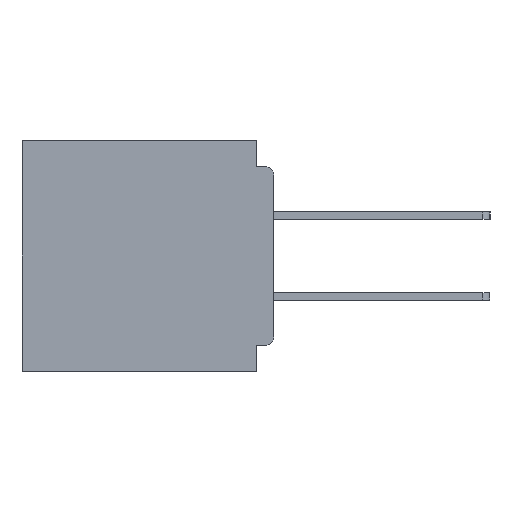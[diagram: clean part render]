
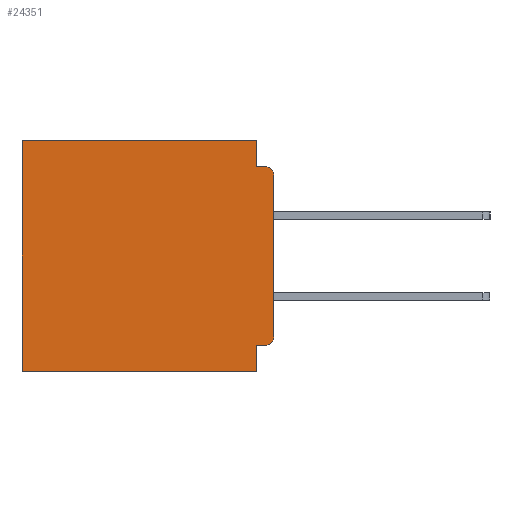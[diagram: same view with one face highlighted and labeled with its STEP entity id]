
A CAD part, left-side view. The second image highlights one B-rep face of the part: STEP entity #24351.
In plain terms, the highlighted planar face has unit normal (-1, 0, 0).
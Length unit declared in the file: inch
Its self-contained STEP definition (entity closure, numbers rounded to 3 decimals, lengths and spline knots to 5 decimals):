
#684 = EDGE_CURVE ( 'NONE', #40840, #19450, #25027, .T. ) ;
#888 = AXIS2_PLACEMENT_3D ( 'NONE', #15819, #50783, #46247 ) ;
#1020 = VERTEX_POINT ( 'NONE', #3662 ) ;
#1056 = CARTESIAN_POINT ( 'NONE',  ( 0.3, 0.031, 0. ) ) ;
#1356 = EDGE_CURVE ( 'NONE', #53150, #19450, #27038, .T. ) ;
#2179 = EDGE_CURVE ( 'NONE', #43155, #1020, #57707, .T. ) ;
#2264 = DIRECTION ( 'NONE',  ( 1., 0., 0. ) ) ;
#3153 = VECTOR ( 'NONE', #53607, 39.37008 ) ;
#3496 = EDGE_LOOP ( 'NONE', ( #15995, #33436, #18152, #44045, #51261, #24306, #36124, #52221, #45660, #24878 ) ) ;
#3662 = CARTESIAN_POINT ( 'NONE',  ( 0.3, 0.031, -0.045 ) ) ;
#4339 = VERTEX_POINT ( 'NONE', #34004 ) ;
#4911 = CARTESIAN_POINT ( 'NONE',  ( 0.3, 0.031, -0.4 ) ) ;
#5149 = AXIS2_PLACEMENT_3D ( 'NONE', #46916, #2264, #33568 ) ;
#5814 = DIRECTION ( 'NONE',  ( 0., -1., 0. ) ) ;
#7631 = CARTESIAN_POINT ( 'NONE',  ( 0.3, 0.437, -0.4 ) ) ;
#8048 = VERTEX_POINT ( 'NONE', #38729 ) ;
#11274 = VERTEX_POINT ( 'NONE', #47712 ) ;
#11686 = CARTESIAN_POINT ( 'NONE',  ( 0.3, 0., -0.355 ) ) ;
#11779 = LINE ( 'NONE', #7631, #46142 ) ;
#14241 = VERTEX_POINT ( 'NONE', #18141 ) ;
#14753 = CARTESIAN_POINT ( 'NONE',  ( 0.3, 0.015, -0.06 ) ) ;
#15819 = CARTESIAN_POINT ( 'NONE',  ( 0.3, 0.015, -0.34 ) ) ;
#15995 = ORIENTED_EDGE ( 'NONE', *, *, #1356, .F. ) ;
#18141 = CARTESIAN_POINT ( 'NONE',  ( 0.3, 0.031, -0.355 ) ) ;
#18152 = ORIENTED_EDGE ( 'NONE', *, *, #47104, .F. ) ;
#18681 = FACE_OUTER_BOUND ( 'NONE', #3496, .T. ) ;
#19271 = DIRECTION ( 'NONE',  ( 0., 0., -1. ) ) ;
#19300 = CARTESIAN_POINT ( 'NONE',  ( 0.3, 0., -0.045 ) ) ;
#19450 = VERTEX_POINT ( 'NONE', #53371 ) ;
#24087 = CARTESIAN_POINT ( 'NONE',  ( 0.3, 0., 0. ) ) ;
#24306 = ORIENTED_EDGE ( 'NONE', *, *, #28340, .T. ) ;
#24351 = ADVANCED_FACE ( 'NONE', ( #18681 ), #29100, .F. ) ;
#24878 = ORIENTED_EDGE ( 'NONE', *, *, #684, .T. ) ;
#25027 = CIRCLE ( 'NONE', #888, 0.015 ) ;
#26516 = LINE ( 'NONE', #24087, #36975 ) ;
#26937 = CARTESIAN_POINT ( 'NONE',  ( 0.3, 0., -0.06 ) ) ;
#27038 = LINE ( 'NONE', #33434, #3153 ) ;
#28118 = LINE ( 'NONE', #4911, #41440 ) ;
#28340 = EDGE_CURVE ( 'NONE', #11274, #8048, #11779, .T. ) ;
#28767 = EDGE_CURVE ( 'NONE', #43155, #11274, #26516, .T. ) ;
#29100 = PLANE ( 'NONE',  #5149 ) ;
#30907 = VECTOR ( 'NONE', #5814, 39.37008 ) ;
#33434 = CARTESIAN_POINT ( 'NONE',  ( 0.3, 0., -0.4 ) ) ;
#33436 = ORIENTED_EDGE ( 'NONE', *, *, #47714, .T. ) ;
#33568 = DIRECTION ( 'NONE',  ( 0., 0., -1. ) ) ;
#34004 = CARTESIAN_POINT ( 'NONE',  ( 0.3, 0.015, -0.045 ) ) ;
#36124 = ORIENTED_EDGE ( 'NONE', *, *, #37740, .F. ) ;
#36211 = DIRECTION ( 'NONE',  ( 0., 0., -1. ) ) ;
#36540 = CARTESIAN_POINT ( 'NONE',  ( 0.3, 0.031, 0. ) ) ;
#36975 = VECTOR ( 'NONE', #51029, 39.37008 ) ;
#37232 = EDGE_CURVE ( 'NONE', #40840, #14241, #44426, .T. ) ;
#37740 = EDGE_CURVE ( 'NONE', #39847, #8048, #54859, .T. ) ;
#38505 = DIRECTION ( 'NONE',  ( 0., 1., 0. ) ) ;
#38729 = CARTESIAN_POINT ( 'NONE',  ( 0.3, 0.437, -0.4 ) ) ;
#39847 = VERTEX_POINT ( 'NONE', #50566 ) ;
#40840 = VERTEX_POINT ( 'NONE', #57549 ) ;
#41440 = VECTOR ( 'NONE', #36211, 39.37008 ) ;
#42861 = LINE ( 'NONE', #19300, #30907 ) ;
#43155 = VERTEX_POINT ( 'NONE', #36540 ) ;
#44045 = ORIENTED_EDGE ( 'NONE', *, *, #2179, .F. ) ;
#44385 = EDGE_CURVE ( 'NONE', #14241, #39847, #28118, .T. ) ;
#44426 = LINE ( 'NONE', #11686, #57750 ) ;
#45660 = ORIENTED_EDGE ( 'NONE', *, *, #37232, .F. ) ;
#45779 = VECTOR ( 'NONE', #56426, 39.37008 ) ;
#46083 = DIRECTION ( 'NONE',  ( -1., 0., 0. ) ) ;
#46142 = VECTOR ( 'NONE', #47954, 39.37008 ) ;
#46247 = DIRECTION ( 'NONE',  ( 0., 0., -1. ) ) ;
#46916 = CARTESIAN_POINT ( 'NONE',  ( 0.3, 0., -0.4 ) ) ;
#47104 = EDGE_CURVE ( 'NONE', #1020, #4339, #42861, .T. ) ;
#47712 = CARTESIAN_POINT ( 'NONE',  ( 0.3, 0.437, 0. ) ) ;
#47714 = EDGE_CURVE ( 'NONE', #53150, #4339, #55377, .T. ) ;
#47954 = DIRECTION ( 'NONE',  ( 0., 0., -1. ) ) ;
#50566 = CARTESIAN_POINT ( 'NONE',  ( 0.3, 0.031, -0.4 ) ) ;
#50783 = DIRECTION ( 'NONE',  ( -1., 0., 0. ) ) ;
#51029 = DIRECTION ( 'NONE',  ( 0., 1., 0. ) ) ;
#51183 = CARTESIAN_POINT ( 'NONE',  ( 0.3, 0., -0.4 ) ) ;
#51261 = ORIENTED_EDGE ( 'NONE', *, *, #28767, .T. ) ;
#52221 = ORIENTED_EDGE ( 'NONE', *, *, #44385, .F. ) ;
#53150 = VERTEX_POINT ( 'NONE', #26937 ) ;
#53371 = CARTESIAN_POINT ( 'NONE',  ( 0.3, 0., -0.34 ) ) ;
#53433 = VECTOR ( 'NONE', #55713, 39.37008 ) ;
#53607 = DIRECTION ( 'NONE',  ( 0., 0., -1. ) ) ;
#54859 = LINE ( 'NONE', #51183, #53433 ) ;
#55377 = CIRCLE ( 'NONE', #55605, 0.015 ) ;
#55605 = AXIS2_PLACEMENT_3D ( 'NONE', #14753, #46083, #19271 ) ;
#55713 = DIRECTION ( 'NONE',  ( 0., 1., 0. ) ) ;
#56426 = DIRECTION ( 'NONE',  ( 0., 0., -1. ) ) ;
#57549 = CARTESIAN_POINT ( 'NONE',  ( 0.3, 0.015, -0.355 ) ) ;
#57707 = LINE ( 'NONE', #1056, #45779 ) ;
#57750 = VECTOR ( 'NONE', #38505, 39.37008 ) ;
